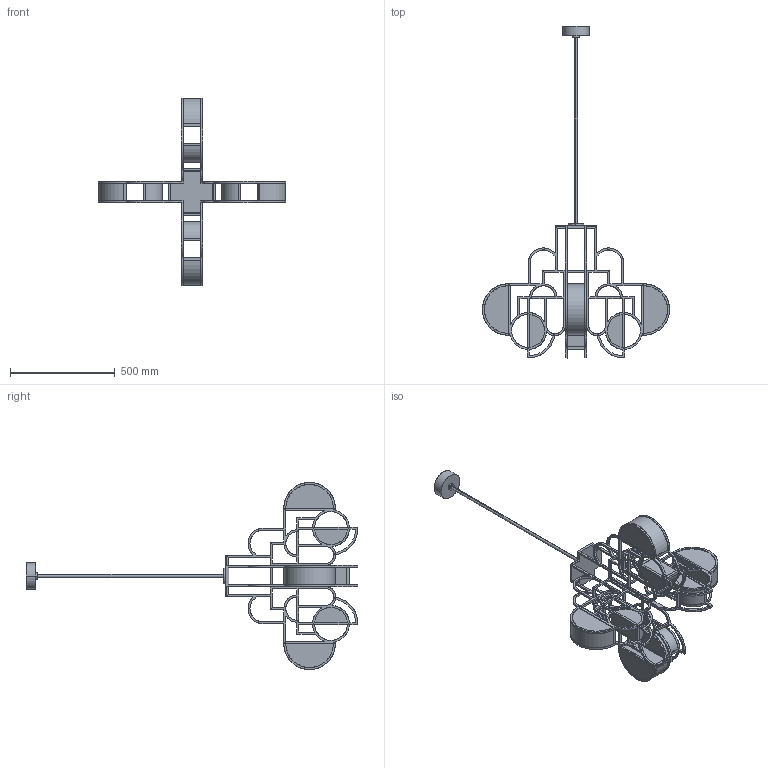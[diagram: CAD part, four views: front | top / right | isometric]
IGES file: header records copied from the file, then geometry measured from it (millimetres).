
Start section: SolidWorks IGES file using analytic representation for surfaces
Global section: file name: MOONC2 5-6-2021.IGS; native system: SolidWorks 2021; preprocessor: SolidWorks 2021; author: zrosen; date: 210506.173858; units: millimetre
Bounding box: 894.62 x 1587.7 x 894.62 mm (x, y, z)
Surface area: 1843460.6 mm2 (no closed solid volume)
Topology: 0 solids, 0 shells, 1359 faces, 20245 edges, 20245 vertices
Faces by surface type: revolution 706, bspline 653
